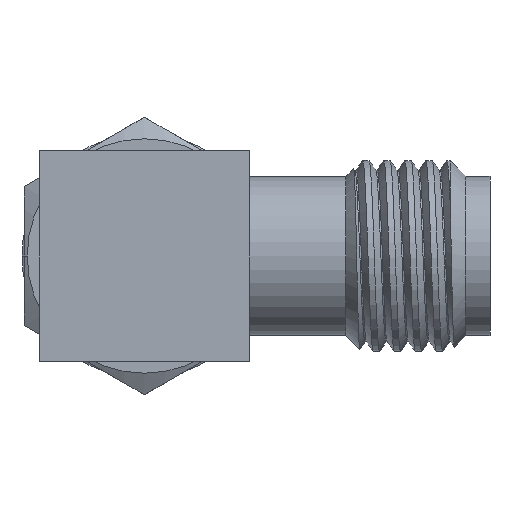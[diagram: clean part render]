
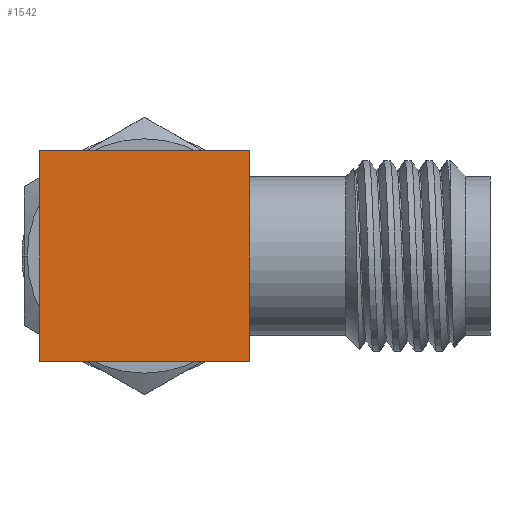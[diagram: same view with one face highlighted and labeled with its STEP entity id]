
A CAD part, left-side view. The second image highlights one B-rep face of the part: STEP entity #1542.
In plain terms, the highlighted planar face has unit normal (-1, 0, 0).
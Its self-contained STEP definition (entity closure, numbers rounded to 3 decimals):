
#40 = CARTESIAN_POINT ( 'NONE',  ( 0., -3.5, 3.5 ) ) ;
#191 = FACE_OUTER_BOUND ( 'NONE', #858, .T. ) ;
#217 = CARTESIAN_POINT ( 'NONE',  ( 0., 3.5, -3.5 ) ) ;
#326 = VERTEX_POINT ( 'NONE', #3738 ) ;
#756 = EDGE_CURVE ( 'NONE', #925, #2339, #3100, .T. ) ;
#858 = EDGE_LOOP ( 'NONE', ( #1229, #2747, #953, #1523 ) ) ;
#925 = VERTEX_POINT ( 'NONE', #217 ) ;
#953 = ORIENTED_EDGE ( 'NONE', *, *, #3228, .T. ) ;
#1229 = ORIENTED_EDGE ( 'NONE', *, *, #2656, .T. ) ;
#1302 = VECTOR ( 'NONE', #1614, 1000. ) ;
#1523 = ORIENTED_EDGE ( 'NONE', *, *, #1555, .T. ) ;
#1542 = ADVANCED_FACE ( 'NONE', ( #191 ), #2497, .F. ) ;
#1555 = EDGE_CURVE ( 'NONE', #3397, #326, #3638, .T. ) ;
#1588 = CARTESIAN_POINT ( 'NONE',  ( 0., 3.5, -3.5 ) ) ;
#1614 = DIRECTION ( 'NONE',  ( 0., -1., 0. ) ) ;
#1619 = CARTESIAN_POINT ( 'NONE',  ( 0., -3.5, -3.5 ) ) ;
#1818 = DIRECTION ( 'NONE',  ( 0., 0., -1. ) ) ;
#2261 = DIRECTION ( 'NONE',  ( 1., 0., 0. ) ) ;
#2339 = VERTEX_POINT ( 'NONE', #3515 ) ;
#2393 = CARTESIAN_POINT ( 'NONE',  ( 0., 0., 0. ) ) ;
#2408 = DIRECTION ( 'NONE',  ( 0., 1., 0. ) ) ;
#2497 = PLANE ( 'NONE',  #3749 ) ;
#2534 = DIRECTION ( 'NONE',  ( 0., 1., 0. ) ) ;
#2656 = EDGE_CURVE ( 'NONE', #326, #925, #3968, .T. ) ;
#2747 = ORIENTED_EDGE ( 'NONE', *, *, #756, .T. ) ;
#3100 = LINE ( 'NONE', #3917, #1302 ) ;
#3141 = VECTOR ( 'NONE', #1818, 1000. ) ;
#3228 = EDGE_CURVE ( 'NONE', #2339, #3397, #4060, .T. ) ;
#3397 = VERTEX_POINT ( 'NONE', #40 ) ;
#3515 = CARTESIAN_POINT ( 'NONE',  ( 0., -3.5, -3.5 ) ) ;
#3528 = CARTESIAN_POINT ( 'NONE',  ( 0., 3.5, 3.5 ) ) ;
#3638 = LINE ( 'NONE', #3528, #3725 ) ;
#3725 = VECTOR ( 'NONE', #2408, 1000. ) ;
#3738 = CARTESIAN_POINT ( 'NONE',  ( 0., 3.5, 3.5 ) ) ;
#3749 = AXIS2_PLACEMENT_3D ( 'NONE', #2393, #2261, #2534 ) ;
#3917 = CARTESIAN_POINT ( 'NONE',  ( 0., 3.5, -3.5 ) ) ;
#3923 = DIRECTION ( 'NONE',  ( 0., 0., 1. ) ) ;
#3968 = LINE ( 'NONE', #1588, #3141 ) ;
#4060 = LINE ( 'NONE', #1619, #4177 ) ;
#4177 = VECTOR ( 'NONE', #3923, 1000. ) ;
